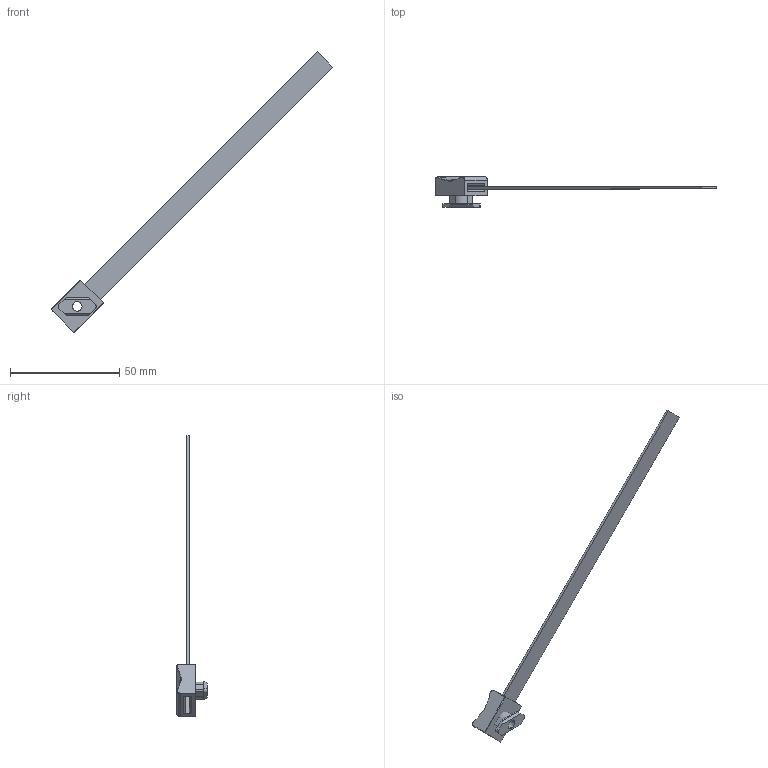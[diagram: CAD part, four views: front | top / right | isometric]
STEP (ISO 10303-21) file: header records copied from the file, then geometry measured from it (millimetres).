
FILE_DESCRIPTION (( 'STEP AP214' ), '1' );
FILE_NAME ('3011-152-150.STEP', '2024-09-06T11:29:45', ( '' ), ( '' ), 'SwSTEP 2.0', 'SolidWorks 2022', '' );
FILE_SCHEMA (( 'AUTOMOTIVE_DESIGN' ));
Length unit declared in the file: millimetre
Products named in the file (3): 3011-152; 3011-152-150; 8020-010 160mm
Assembly tree (2 placements, depth 2):
  3011-152-150
    3011-152
    8020-010 160mm
Bounding box: 128.88 x 13.9 x 128.52 mm (x, y, z)
Volume: 3552.5 mm3; surface area: 5348.2 mm2
Topology: 3 solids, 3 shells, 99 faces, 245 edges, 151 vertices
Faces by surface type: cylinder 42, plane 35, bspline 18, cone 4
Entity records: 3341 total; most frequent: CARTESIAN_POINT 929, ORIENTED_EDGE 490, DIRECTION 466, EDGE_CURVE 245, AXIS2_PLACEMENT_3D 168, VERTEX_POINT 151, LINE 130, VECTOR 130
